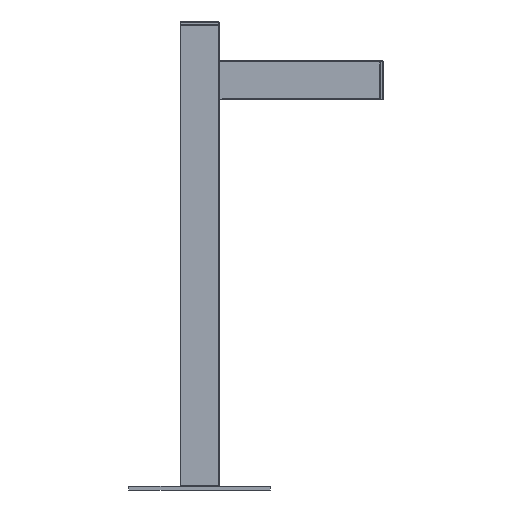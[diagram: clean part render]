
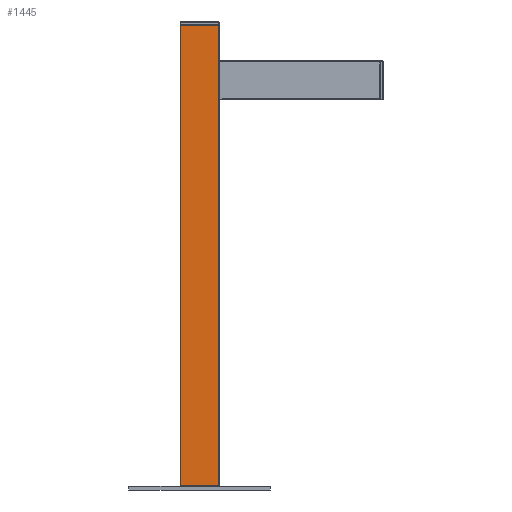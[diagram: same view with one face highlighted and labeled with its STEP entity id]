
A CAD part, left-side view. The second image highlights one B-rep face of the part: STEP entity #1445.
In plain terms, the highlighted planar face has unit normal (-1, 0, 0).
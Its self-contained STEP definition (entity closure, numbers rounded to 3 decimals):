
#1445=ADVANCED_FACE('',(#2504),#16613,.T.);
#2504=FACE_OUTER_BOUND('',#3636,.T.);
#3636=EDGE_LOOP('',(#7734,#7735,#7736,#7737));
#7734=ORIENTED_EDGE('',*,*,#10907,.T.);
#7735=ORIENTED_EDGE('',*,*,#10908,.T.);
#7736=ORIENTED_EDGE('',*,*,#10909,.F.);
#7737=ORIENTED_EDGE('',*,*,#10905,.F.);
#10905=EDGE_CURVE('',#15282,#15283,#13746,.T.);
#10907=EDGE_CURVE('',#15282,#15284,#12393,.T.);
#10908=EDGE_CURVE('',#15284,#15285,#12394,.T.);
#10909=EDGE_CURVE('',#15283,#15285,#12395,.T.);
#12393=B_SPLINE_CURVE_WITH_KNOTS('',1,(#32976,#32977),.UNSPECIFIED.,.F.,
 .F.,(2,2),(109.571,163.571),.UNSPECIFIED.);
#12394=B_SPLINE_CURVE_WITH_KNOTS('',1,(#32978,#32979),.UNSPECIFIED.,.F.,
 .F.,(2,2),(0.,650.),.UNSPECIFIED.);
#12395=B_SPLINE_CURVE_WITH_KNOTS('',1,(#32980,#32981),.UNSPECIFIED.,.F.,
 .F.,(2,2),(109.571,163.571),.UNSPECIFIED.);
#13746=(
BOUNDED_CURVE()
B_SPLINE_CURVE(1,(#32971,#32972),.UNSPECIFIED.,.F.,.F.)
B_SPLINE_CURVE_WITH_KNOTS((2,2),(0.,650.),.UNSPECIFIED.)
CURVE()
GEOMETRIC_REPRESENTATION_ITEM()
RATIONAL_B_SPLINE_CURVE((1.,1.))
REPRESENTATION_ITEM('')
);
#15282=VERTEX_POINT('',#32938);
#15283=VERTEX_POINT('',#32939);
#15284=VERTEX_POINT('',#32940);
#15285=VERTEX_POINT('',#32941);
#16613=PLANE('',#17116);
#17116=AXIS2_PLACEMENT_3D('',#32914,#17604,$);
#17604=DIRECTION('',(-1.,0.,0.));
#32914=CARTESIAN_POINT('',(-568.991,-27.,650.));
#32938=CARTESIAN_POINT('',(-568.991,-27.,650.));
#32939=CARTESIAN_POINT('',(-568.991,-27.,0.));
#32940=CARTESIAN_POINT('',(-568.991,27.,650.));
#32941=CARTESIAN_POINT('',(-568.991,27.,0.));
#32971=CARTESIAN_POINT('',(-568.991,-27.,650.));
#32972=CARTESIAN_POINT('',(-568.991,-27.,0.));
#32976=CARTESIAN_POINT('',(-568.991,-27.,650.));
#32977=CARTESIAN_POINT('',(-568.991,27.,650.));
#32978=CARTESIAN_POINT('',(-568.991,27.,650.));
#32979=CARTESIAN_POINT('',(-568.991,27.,0.));
#32980=CARTESIAN_POINT('',(-568.991,-27.,0.));
#32981=CARTESIAN_POINT('',(-568.991,27.,0.));
